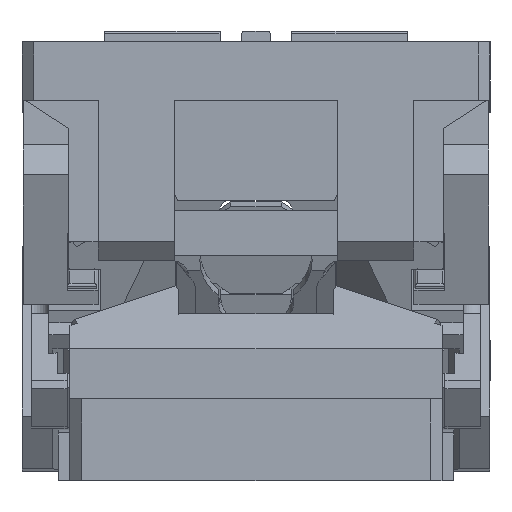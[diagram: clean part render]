
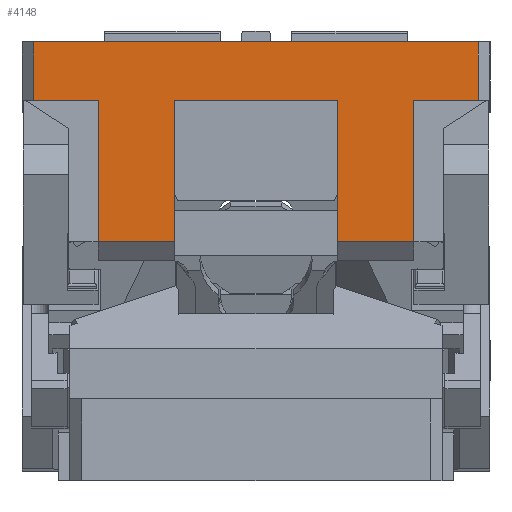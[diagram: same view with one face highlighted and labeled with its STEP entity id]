
A CAD part, left-side view. The second image highlights one B-rep face of the part: STEP entity #4148.
In plain terms, the highlighted planar face has unit normal (-1, 0, 0).
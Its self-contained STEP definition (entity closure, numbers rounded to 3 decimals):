
#77=CARTESIAN_POINT('Vertex',(-340.,190.,285.)) ;
#80=CARTESIAN_POINT('Line Origine',(-340.,0.,285.)) ;
#84=CARTESIAN_POINT('Vertex',(-340.,-190.,285.)) ;
#3985=CARTESIAN_POINT('Line Origine',(-340.,102.5,114.248)) ;
#3989=CARTESIAN_POINT('Vertex',(-340.,135.,114.248)) ;
#3991=CARTESIAN_POINT('Vertex',(-340.,70.,114.248)) ;
#4029=CARTESIAN_POINT('Vertex',(-340.,190.,235.)) ;
#4032=CARTESIAN_POINT('Line Origine',(-340.,190.,260.)) ;
#4057=CARTESIAN_POINT('Vertex',(-340.,-135.,114.248)) ;
#4060=CARTESIAN_POINT('Line Origine',(-340.,-102.5,114.248)) ;
#4064=CARTESIAN_POINT('Vertex',(-340.,-70.,114.248)) ;
#4079=CARTESIAN_POINT('Axis2P3D Location',(-340.,-200.,235.)) ;
#4084=CARTESIAN_POINT('Line Origine',(-340.,70.,174.624)) ;
#4088=CARTESIAN_POINT('Vertex',(-340.,70.,235.)) ;
#4091=CARTESIAN_POINT('Line Origine',(-340.,0.,235.)) ;
#4095=CARTESIAN_POINT('Vertex',(-340.,-70.,235.)) ;
#4098=CARTESIAN_POINT('Line Origine',(-340.,-70.,174.624)) ;
#4103=CARTESIAN_POINT('Line Origine',(-340.,-135.,174.624)) ;
#4107=CARTESIAN_POINT('Vertex',(-340.,-135.,235.)) ;
#4110=CARTESIAN_POINT('Line Origine',(-340.,-162.5,235.)) ;
#4114=CARTESIAN_POINT('Vertex',(-340.,-190.,235.)) ;
#4117=CARTESIAN_POINT('Line Origine',(-340.,-190.,260.)) ;
#4122=CARTESIAN_POINT('Line Origine',(-340.,162.5,235.)) ;
#4126=CARTESIAN_POINT('Vertex',(-340.,135.,235.)) ;
#4129=CARTESIAN_POINT('Line Origine',(-340.,135.,174.624)) ;
#81=DIRECTION('Vector Direction',(0.,1.,0.)) ;
#3986=DIRECTION('Vector Direction',(0.,-1.,0.)) ;
#4033=DIRECTION('Vector Direction',(0.,0.,-1.)) ;
#4061=DIRECTION('Vector Direction',(0.,-1.,0.)) ;
#4080=DIRECTION('Axis2P3D Direction',(1.,0.,0.)) ;
#4081=DIRECTION('Axis2P3D XDirection',(0.,0.,1.)) ;
#4085=DIRECTION('Vector Direction',(0.,0.,-1.)) ;
#4092=DIRECTION('Vector Direction',(0.,1.,0.)) ;
#4099=DIRECTION('Vector Direction',(0.,0.,-1.)) ;
#4104=DIRECTION('Vector Direction',(0.,0.,-1.)) ;
#4111=DIRECTION('Vector Direction',(0.,1.,0.)) ;
#4118=DIRECTION('Vector Direction',(0.,0.,1.)) ;
#4123=DIRECTION('Vector Direction',(0.,1.,0.)) ;
#4130=DIRECTION('Vector Direction',(0.,0.,-1.)) ;
#4082=AXIS2_PLACEMENT_3D('Plane Axis2P3D',#4079,#4080,#4081) ;
#4135=ORIENTED_EDGE('',*,*,#4090,.F.) ;
#4136=ORIENTED_EDGE('',*,*,#4097,.F.) ;
#4137=ORIENTED_EDGE('',*,*,#4102,.T.) ;
#4138=ORIENTED_EDGE('',*,*,#4066,.T.) ;
#4139=ORIENTED_EDGE('',*,*,#4109,.F.) ;
#4140=ORIENTED_EDGE('',*,*,#4116,.F.) ;
#4141=ORIENTED_EDGE('',*,*,#4121,.T.) ;
#4142=ORIENTED_EDGE('',*,*,#86,.T.) ;
#4143=ORIENTED_EDGE('',*,*,#4036,.T.) ;
#4144=ORIENTED_EDGE('',*,*,#4128,.F.) ;
#4145=ORIENTED_EDGE('',*,*,#4133,.T.) ;
#4146=ORIENTED_EDGE('',*,*,#3993,.T.) ;
#82=VECTOR('Line Direction',#81,1.) ;
#3987=VECTOR('Line Direction',#3986,1.) ;
#4034=VECTOR('Line Direction',#4033,1.) ;
#4062=VECTOR('Line Direction',#4061,1.) ;
#4086=VECTOR('Line Direction',#4085,1.) ;
#4093=VECTOR('Line Direction',#4092,1.) ;
#4100=VECTOR('Line Direction',#4099,1.) ;
#4105=VECTOR('Line Direction',#4104,1.) ;
#4112=VECTOR('Line Direction',#4111,1.) ;
#4119=VECTOR('Line Direction',#4118,1.) ;
#4124=VECTOR('Line Direction',#4123,1.) ;
#4131=VECTOR('Line Direction',#4130,1.) ;
#4148=ADVANCED_FACE('CAM HOLDER',(#4147),#4083,.F.) ;
#86=EDGE_CURVE('',#85,#78,#83,.T.) ;
#3993=EDGE_CURVE('',#3990,#3992,#3988,.T.) ;
#4036=EDGE_CURVE('',#78,#4030,#4035,.T.) ;
#4066=EDGE_CURVE('',#4065,#4058,#4063,.T.) ;
#4090=EDGE_CURVE('',#4089,#3992,#4087,.T.) ;
#4097=EDGE_CURVE('',#4096,#4089,#4094,.T.) ;
#4102=EDGE_CURVE('',#4096,#4065,#4101,.T.) ;
#4109=EDGE_CURVE('',#4108,#4058,#4106,.T.) ;
#4116=EDGE_CURVE('',#4115,#4108,#4113,.T.) ;
#4121=EDGE_CURVE('',#4115,#85,#4120,.T.) ;
#4128=EDGE_CURVE('',#4127,#4030,#4125,.T.) ;
#4133=EDGE_CURVE('',#4127,#3990,#4132,.T.) ;
#4134=EDGE_LOOP('',(#4135,#4136,#4137,#4138,#4139,#4140,#4141,#4142,#4143,#4144,#4145,#4146)) ;
#4147=FACE_OUTER_BOUND('',#4134,.T.) ;
#83=LINE('Line',#80,#82) ;
#3988=LINE('Line',#3985,#3987) ;
#4035=LINE('Line',#4032,#4034) ;
#4063=LINE('Line',#4060,#4062) ;
#4087=LINE('Line',#4084,#4086) ;
#4094=LINE('Line',#4091,#4093) ;
#4101=LINE('Line',#4098,#4100) ;
#4106=LINE('Line',#4103,#4105) ;
#4113=LINE('Line',#4110,#4112) ;
#4120=LINE('Line',#4117,#4119) ;
#4125=LINE('Line',#4122,#4124) ;
#4132=LINE('Line',#4129,#4131) ;
#4083=PLANE('Plane',#4082) ;
#78=VERTEX_POINT('',#77) ;
#85=VERTEX_POINT('',#84) ;
#3990=VERTEX_POINT('',#3989) ;
#3992=VERTEX_POINT('',#3991) ;
#4030=VERTEX_POINT('',#4029) ;
#4058=VERTEX_POINT('',#4057) ;
#4065=VERTEX_POINT('',#4064) ;
#4089=VERTEX_POINT('',#4088) ;
#4096=VERTEX_POINT('',#4095) ;
#4108=VERTEX_POINT('',#4107) ;
#4115=VERTEX_POINT('',#4114) ;
#4127=VERTEX_POINT('',#4126) ;
